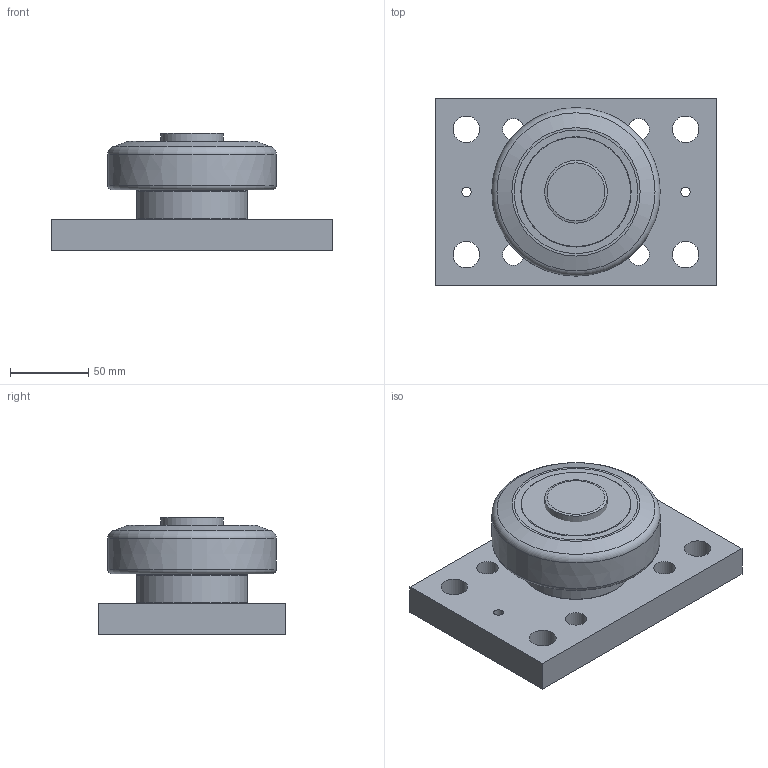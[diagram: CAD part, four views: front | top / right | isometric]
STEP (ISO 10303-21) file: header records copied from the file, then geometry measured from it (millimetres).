
FILE_DESCRIPTION(/* description */ ('-'),/* implementation_level */ '2;1');
FILE_NAME(/* name */ 'TR 110.0368 BR1100.stp',/* time_stamp */ '2022-07-28T08:17:17+02:00',/* author */ ('hipp'),/* organization */ (''),/* preprocessor_version */ 'ST-DEVELOPER v18.1',/* originating_system */ 'Autodesk Inventor 2020',/* authorisation */ '');
FILE_SCHEMA (('AUTOMOTIVE_DESIGN { 1 0 10303 214 3 1 1 }'));
Length unit declared in the file: millimetre
Products named in the file (1): TR 110.0368 BR1100_Kontur
Bounding box: 180 x 120 x 75 mm (x, y, z)
Volume: 1031994.2 mm3; surface area: 146901.9 mm2
Topology: 7 solids, 7 shells, 64 faces, 160 edges, 116 vertices
Faces by surface type: plane 24, cylinder 22, cone 10, torus 7, bspline 1
Full cylindrical faces by diameter (mm): 6 x2, 13.835 x4, 17 x4, 40 x1, 60 x1, 61.5 x1, 63 x2, 69.3 x1, 70.5 x2, 71 x1, 75 x1, 77 x1, 79 x1
Entity records: 2221 total; most frequent: DIRECTION 404, CARTESIAN_POINT 367, ORIENTED_EDGE 320, AXIS2_PLACEMENT_3D 180, EDGE_CURVE 160, CIRCLE 116, VERTEX_POINT 116, EDGE_LOOP 90
